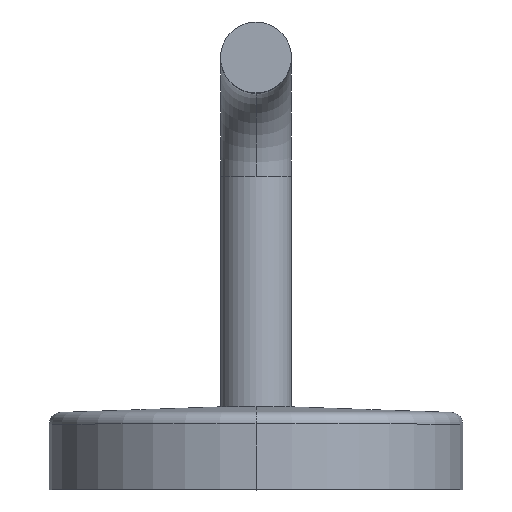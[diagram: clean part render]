
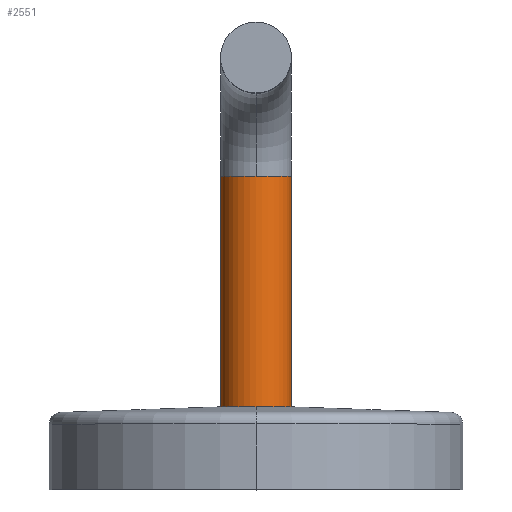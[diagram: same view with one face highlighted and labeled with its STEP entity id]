
A CAD part, top view. The second image highlights one B-rep face of the part: STEP entity #2551.
In plain terms, the highlighted cylindrical face has radius 6 mm (diameter 12 mm), a partial arc.
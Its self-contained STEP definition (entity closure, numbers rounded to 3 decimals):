
#179 = AXIS2_PLACEMENT_3D ( 'NONE', #2539, #2296, #755 ) ;
#183 = CYLINDRICAL_SURFACE ( 'NONE', #179, 6. ) ;
#196 = EDGE_CURVE ( 'NONE', #3195, #3735, #746, .T. ) ;
#275 = CARTESIAN_POINT ( 'NONE',  ( 48., 0., -6. ) ) ;
#291 = VERTEX_POINT ( 'NONE', #1954 ) ;
#489 = VERTEX_POINT ( 'NONE', #1519 ) ;
#527 = CARTESIAN_POINT ( 'NONE',  ( 48., 0., 0. ) ) ;
#746 = LINE ( 'NONE', #1849, #2496 ) ;
#755 = DIRECTION ( 'NONE',  ( 0., 0., -1. ) ) ;
#845 = DIRECTION ( 'NONE',  ( 0., 0., -1. ) ) ;
#865 = ORIENTED_EDGE ( 'NONE', *, *, #1726, .T. ) ;
#1020 = EDGE_CURVE ( 'NONE', #3735, #489, #2494, .T. ) ;
#1134 = CARTESIAN_POINT ( 'NONE',  ( 48., 0., 0. ) ) ;
#1266 = ORIENTED_EDGE ( 'NONE', *, *, #1020, .F. ) ;
#1278 = DIRECTION ( 'NONE',  ( 1., 0., 0. ) ) ;
#1386 = ORIENTED_EDGE ( 'NONE', *, *, #2177, .F. ) ;
#1398 = CARTESIAN_POINT ( 'NONE',  ( 48., 0., 6. ) ) ;
#1519 = CARTESIAN_POINT ( 'NONE',  ( 48., 6., 0. ) ) ;
#1532 = AXIS2_PLACEMENT_3D ( 'NONE', #527, #1691, #3468 ) ;
#1633 = CARTESIAN_POINT ( 'NONE',  ( 0., 0., 6. ) ) ;
#1691 = DIRECTION ( 'NONE',  ( 1., 0., 0. ) ) ;
#1726 = EDGE_CURVE ( 'NONE', #3195, #291, #2561, .T. ) ;
#1741 = VERTEX_POINT ( 'NONE', #1398 ) ;
#1849 = CARTESIAN_POINT ( 'NONE',  ( 0., 0., -6. ) ) ;
#1919 = LINE ( 'NONE', #1633, #3540 ) ;
#1954 = CARTESIAN_POINT ( 'NONE',  ( 0., 0., 6. ) ) ;
#2022 = CIRCLE ( 'NONE', #1532, 6. ) ;
#2043 = ORIENTED_EDGE ( 'NONE', *, *, #196, .F. ) ;
#2128 = EDGE_CURVE ( 'NONE', #291, #1741, #1919, .T. ) ;
#2141 = EDGE_LOOP ( 'NONE', ( #865, #2675, #1386, #1266, #2043 ) ) ;
#2177 = EDGE_CURVE ( 'NONE', #489, #1741, #2022, .T. ) ;
#2246 = DIRECTION ( 'NONE',  ( 1., 0., 0. ) ) ;
#2296 = DIRECTION ( 'NONE',  ( 1., 0., 0. ) ) ;
#2303 = DIRECTION ( 'NONE',  ( 1., 0., 0. ) ) ;
#2478 = CARTESIAN_POINT ( 'NONE',  ( 0., 0., -6. ) ) ;
#2494 = CIRCLE ( 'NONE', #3412, 6. ) ;
#2496 = VECTOR ( 'NONE', #1278, 1000. ) ;
#2539 = CARTESIAN_POINT ( 'NONE',  ( 0., 0., 0. ) ) ;
#2547 = DIRECTION ( 'NONE',  ( 1., 0., 0. ) ) ;
#2551 = ADVANCED_FACE ( 'NONE', ( #3380 ), #183, .T. ) ;
#2561 = CIRCLE ( 'NONE', #3478, 6. ) ;
#2675 = ORIENTED_EDGE ( 'NONE', *, *, #2128, .T. ) ;
#2813 = DIRECTION ( 'NONE',  ( 0., 0., -1. ) ) ;
#2850 = CARTESIAN_POINT ( 'NONE',  ( 0., 0., 0. ) ) ;
#3195 = VERTEX_POINT ( 'NONE', #2478 ) ;
#3380 = FACE_OUTER_BOUND ( 'NONE', #2141, .T. ) ;
#3412 = AXIS2_PLACEMENT_3D ( 'NONE', #1134, #2303, #845 ) ;
#3468 = DIRECTION ( 'NONE',  ( 0., 0., -1. ) ) ;
#3478 = AXIS2_PLACEMENT_3D ( 'NONE', #2850, #2547, #2813 ) ;
#3540 = VECTOR ( 'NONE', #2246, 1000. ) ;
#3735 = VERTEX_POINT ( 'NONE', #275 ) ;
